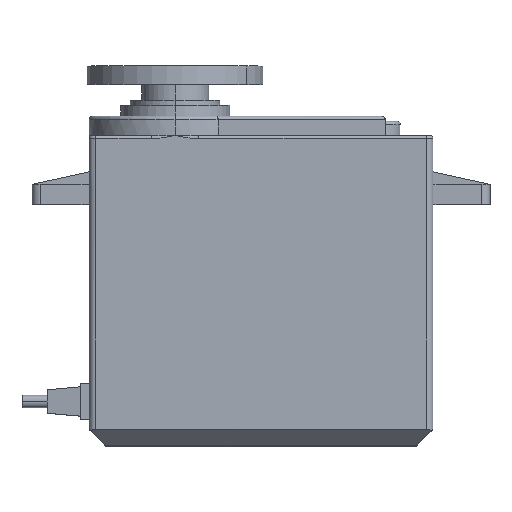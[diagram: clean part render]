
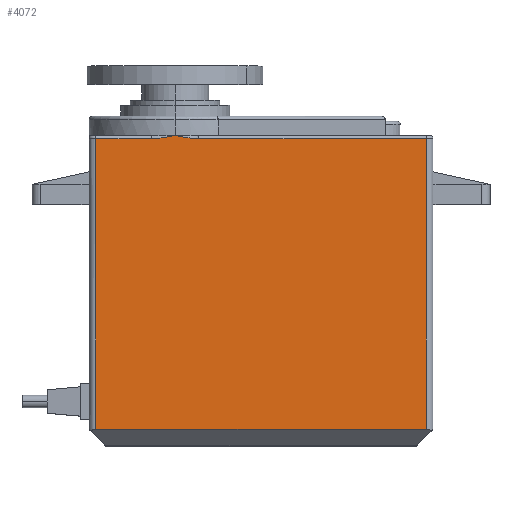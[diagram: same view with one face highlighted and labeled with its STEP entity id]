
A CAD part, top view. The second image highlights one B-rep face of the part: STEP entity #4072.
In plain terms, the highlighted planar face has unit normal (0, 0, 1).
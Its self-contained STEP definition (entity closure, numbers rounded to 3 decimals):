
#104 = VERTEX_POINT ( 'NONE', #2005 ) ;
#115 = CARTESIAN_POINT ( 'NONE',  ( 19.7, 2., 10.25 ) ) ;
#157 = CARTESIAN_POINT ( 'NONE',  ( -7.415, 36.6, 10.25 ) ) ;
#227 = DIRECTION ( 'NONE',  ( -1., 0., 0. ) ) ;
#377 = ORIENTED_EDGE ( 'NONE', *, *, #3630, .T. ) ;
#514 = VECTOR ( 'NONE', #3003, 1000. ) ;
#681 = CARTESIAN_POINT ( 'NONE',  ( -11.187, 36.811, 10.25 ) ) ;
#688 = CARTESIAN_POINT ( 'NONE',  ( -19.7, 37., 10.25 ) ) ;
#824 = ORIENTED_EDGE ( 'NONE', *, *, #3611, .T. ) ;
#853 = EDGE_CURVE ( 'NONE', #3327, #3007, #1360, .T. ) ;
#1047 = VERTEX_POINT ( 'NONE', #4403 ) ;
#1208 = EDGE_CURVE ( 'NONE', #3500, #104, #2647, .T. ) ;
#1248 = PLANE ( 'NONE',  #2304 ) ;
#1360 = LINE ( 'NONE', #688, #3334 ) ;
#1388 = CARTESIAN_POINT ( 'NONE',  ( -10.718, 36.906, 10.25 ) ) ;
#1463 = LINE ( 'NONE', #2617, #514 ) ;
#1530 = CARTESIAN_POINT ( 'NONE',  ( 19.7, 37., 10.25 ) ) ;
#1638 = VECTOR ( 'NONE', #3206, 1000. ) ;
#1687 = LINE ( 'NONE', #1799, #3954 ) ;
#1768 = ORIENTED_EDGE ( 'NONE', *, *, #3845, .T. ) ;
#1799 = CARTESIAN_POINT ( 'NONE',  ( 20.5, 2., 10.25 ) ) ;
#1890 = CARTESIAN_POINT ( 'NONE',  ( -19.7, 2., 10.25 ) ) ;
#2005 = CARTESIAN_POINT ( 'NONE',  ( -10.25, 37., 10.25 ) ) ;
#2220 = DIRECTION ( 'NONE',  ( 0., 1., 0. ) ) ;
#2304 = AXIS2_PLACEMENT_3D ( 'NONE', #4522, #3063, #227 ) ;
#2334 = CARTESIAN_POINT ( 'NONE',  ( -10.25, 37., 10.25 ) ) ;
#2370 = CARTESIAN_POINT ( 'NONE',  ( -7.415, 36.6, 10.25 ) ) ;
#2391 = ORIENTED_EDGE ( 'NONE', *, *, #853, .T. ) ;
#2495 = DIRECTION ( 'NONE',  ( 1., 0., 0. ) ) ;
#2496 = EDGE_CURVE ( 'NONE', #104, #1047, #3812, .T. ) ;
#2549 = EDGE_CURVE ( 'NONE', #3016, #3126, #3763, .T. ) ;
#2617 = CARTESIAN_POINT ( 'NONE',  ( -20.5, 36.6, 10.25 ) ) ;
#2647 = B_SPLINE_CURVE_WITH_KNOTS ( 'NONE', 3,
 ( #157, #4520, #3765, #4503, #3411, #2334 ),
 .UNSPECIFIED., .F., .F.,
 ( 4, 2, 4 ),
 ( 0., 0.001, 0.003 ),
 .UNSPECIFIED. ) ;
#2672 = ORIENTED_EDGE ( 'NONE', *, *, #1208, .T. ) ;
#2752 = CARTESIAN_POINT ( 'NONE',  ( -12.607, 36.6, 10.25 ) ) ;
#3003 = DIRECTION ( 'NONE',  ( -1., 0., 0. ) ) ;
#3007 = VERTEX_POINT ( 'NONE', #1890 ) ;
#3016 = VERTEX_POINT ( 'NONE', #115 ) ;
#3063 = DIRECTION ( 'NONE',  ( 0., 0., -1. ) ) ;
#3126 = VERTEX_POINT ( 'NONE', #3486 ) ;
#3158 = FACE_OUTER_BOUND ( 'NONE', #4039, .T. ) ;
#3193 = CARTESIAN_POINT ( 'NONE',  ( -12.131, 36.66, 10.25 ) ) ;
#3206 = DIRECTION ( 'NONE',  ( -1., 0., 0. ) ) ;
#3327 = VERTEX_POINT ( 'NONE', #4339 ) ;
#3334 = VECTOR ( 'NONE', #4287, 1000. ) ;
#3411 = CARTESIAN_POINT ( 'NONE',  ( -9.781, 36.906, 10.25 ) ) ;
#3486 = CARTESIAN_POINT ( 'NONE',  ( 19.7, 36.6, 10.25 ) ) ;
#3500 = VERTEX_POINT ( 'NONE', #2370 ) ;
#3565 = LINE ( 'NONE', #4648, #1638 ) ;
#3611 = EDGE_CURVE ( 'NONE', #1047, #3327, #3565, .T. ) ;
#3630 = EDGE_CURVE ( 'NONE', #3007, #3016, #1687, .T. ) ;
#3763 = LINE ( 'NONE', #1530, #3997 ) ;
#3765 = CARTESIAN_POINT ( 'NONE',  ( -8.369, 36.66, 10.25 ) ) ;
#3785 = ORIENTED_EDGE ( 'NONE', *, *, #2496, .T. ) ;
#3812 = B_SPLINE_CURVE_WITH_KNOTS ( 'NONE', 3,
 ( #3900, #1388, #681, #3193, #2752, #4225 ),
 .UNSPECIFIED., .F., .F.,
 ( 4, 2, 4 ),
 ( 0., 0.001, 0.003 ),
 .UNSPECIFIED. ) ;
#3845 = EDGE_CURVE ( 'NONE', #3126, #3500, #1463, .T. ) ;
#3880 = ORIENTED_EDGE ( 'NONE', *, *, #2549, .T. ) ;
#3900 = CARTESIAN_POINT ( 'NONE',  ( -10.25, 37., 10.25 ) ) ;
#3954 = VECTOR ( 'NONE', #2495, 1000. ) ;
#3997 = VECTOR ( 'NONE', #2220, 1000. ) ;
#4039 = EDGE_LOOP ( 'NONE', ( #3880, #1768, #2672, #3785, #824, #2391, #377 ) ) ;
#4072 = ADVANCED_FACE ( 'NONE', ( #3158 ), #1248, .F. ) ;
#4225 = CARTESIAN_POINT ( 'NONE',  ( -13.085, 36.6, 10.25 ) ) ;
#4287 = DIRECTION ( 'NONE',  ( 0., -1., 0. ) ) ;
#4339 = CARTESIAN_POINT ( 'NONE',  ( -19.7, 36.6, 10.25 ) ) ;
#4403 = CARTESIAN_POINT ( 'NONE',  ( -13.085, 36.6, 10.25 ) ) ;
#4503 = CARTESIAN_POINT ( 'NONE',  ( -9.313, 36.811, 10.25 ) ) ;
#4520 = CARTESIAN_POINT ( 'NONE',  ( -7.893, 36.6, 10.25 ) ) ;
#4522 = CARTESIAN_POINT ( 'NONE',  ( -20.5, 37., 10.25 ) ) ;
#4648 = CARTESIAN_POINT ( 'NONE',  ( -20.5, 36.6, 10.25 ) ) ;
